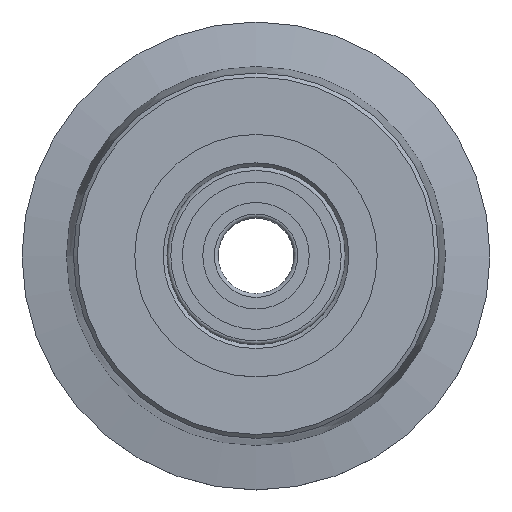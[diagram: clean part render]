
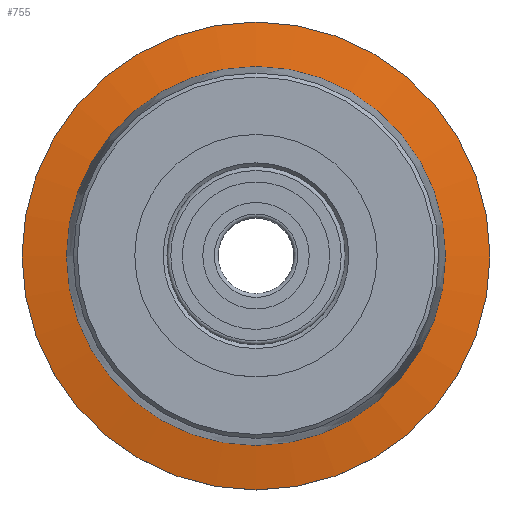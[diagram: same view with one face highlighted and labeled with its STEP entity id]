
A CAD part, top view. The second image highlights one B-rep face of the part: STEP entity #755.
In plain terms, the highlighted conical face has half-angle 80 degrees and reference radius 61.75 mm.
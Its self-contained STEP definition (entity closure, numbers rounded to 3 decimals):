
#38 = CIRCLE ( 'NONE', #879, 50. ) ;
#97 = VERTEX_POINT ( 'NONE', #118 ) ;
#118 = CARTESIAN_POINT ( 'NONE',  ( -61.75, 0., -15.072 ) ) ;
#119 = FACE_OUTER_BOUND ( 'NONE', #432, .T. ) ;
#145 = DIRECTION ( 'NONE',  ( -1., 0., 0. ) ) ;
#157 = DIRECTION ( 'NONE',  ( 0., 0., -1. ) ) ;
#244 = DIRECTION ( 'NONE',  ( 0., 0., -1. ) ) ;
#257 = AXIS2_PLACEMENT_3D ( 'NONE', #438, #244, #695 ) ;
#368 = EDGE_LOOP ( 'NONE', ( #1184 ) ) ;
#380 = FACE_BOUND ( 'NONE', #368, .T. ) ;
#421 = CARTESIAN_POINT ( 'NONE',  ( 0., 0., -15.072 ) ) ;
#432 = EDGE_LOOP ( 'NONE', ( #571 ) ) ;
#438 = CARTESIAN_POINT ( 'NONE',  ( 0., 0., -15.072 ) ) ;
#487 = CARTESIAN_POINT ( 'NONE',  ( -50., 0., -13. ) ) ;
#506 = DIRECTION ( 'NONE',  ( 0., 0., -1. ) ) ;
#567 = CONICAL_SURFACE ( 'NONE', #257, 61.75, 1.396 ) ;
#571 = ORIENTED_EDGE ( 'NONE', *, *, #684, .F. ) ;
#684 = EDGE_CURVE ( 'NONE', #97, #97, #1051, .T. ) ;
#695 = DIRECTION ( 'NONE',  ( -1., 0., 0. ) ) ;
#732 = EDGE_CURVE ( 'NONE', #920, #920, #38, .T. ) ;
#755 = ADVANCED_FACE ( 'NONE', ( #380, #119 ), #567, .T. ) ;
#879 = AXIS2_PLACEMENT_3D ( 'NONE', #965, #157, #145 ) ;
#920 = VERTEX_POINT ( 'NONE', #487 ) ;
#965 = CARTESIAN_POINT ( 'NONE',  ( 0., 0., -13. ) ) ;
#1051 = CIRCLE ( 'NONE', #1106, 61.75 ) ;
#1106 = AXIS2_PLACEMENT_3D ( 'NONE', #421, #506, #1120 ) ;
#1120 = DIRECTION ( 'NONE',  ( -1., 0., 0. ) ) ;
#1184 = ORIENTED_EDGE ( 'NONE', *, *, #732, .T. ) ;
